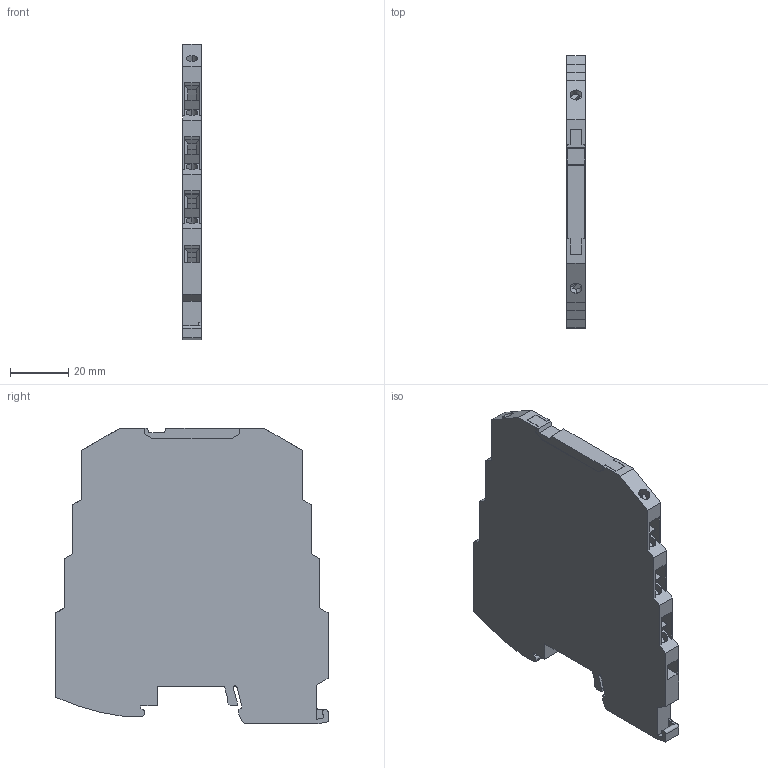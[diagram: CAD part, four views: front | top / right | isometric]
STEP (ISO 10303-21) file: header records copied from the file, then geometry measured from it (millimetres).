
FILE_DESCRIPTION(('Creo Elements/Direct Modeling STEP Export'),'2;1');
FILE_NAME('model.stp','2021-01-06T 9:22:17',(''),(''),'Creo Elements/Direct Modeling STEP processor for AP214 (Solid Model)','Creo Elements/Direct Modeling 20.1A 29-Sep-2018 (C) Parametric Technology GmbH','');
FILE_SCHEMA(('AUTOMOTIVE_DESIGN { 1 0 10303 214 1 1 1 1 }'));
Length unit declared in the file: millimetre
Products named in the file (2): MINI_ANALOG-SC-select
Assembly tree (1 placements, depth 2):
  MINI_ANALOG-SC-select
    MINI_ANALOG-SC-select
Bounding box: 6.3 x 93.1 x 101.2 mm (x, y, z)
Volume: 47778.7 mm3; surface area: 20915.6 mm2
Topology: 1 solids, 1 shells, 251 faces, 691 edges, 446 vertices
Faces by surface type: plane 227, cylinder 24
Entity records: 9594 total; most frequent: ORIENTED_EDGE 1382, CARTESIAN_POINT 1328, DIRECTION 1171, EDGE_CURVE 691, VECTOR 593, LINE 593, VERTEX_POINT 446, AXIS2_PLACEMENT_3D 289
